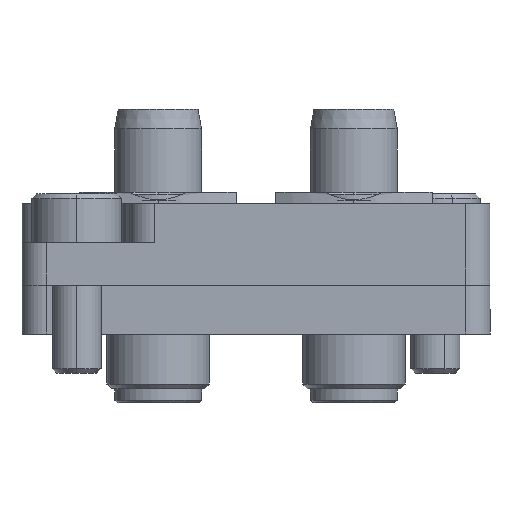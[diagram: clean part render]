
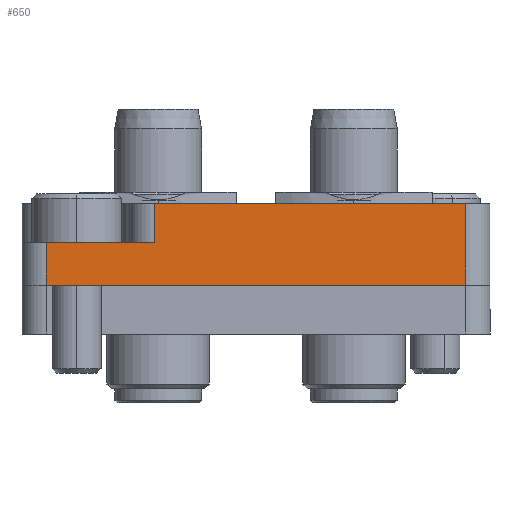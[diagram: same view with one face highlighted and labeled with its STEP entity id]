
A CAD part, front view. The second image highlights one B-rep face of the part: STEP entity #650.
In plain terms, the highlighted face is planar.
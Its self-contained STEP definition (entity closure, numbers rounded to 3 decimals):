
#69 = DIRECTION ( 'NONE',  ( 1., 0., 0. ) ) ;
#342 = CARTESIAN_POINT ( 'NONE',  ( 30., 2.6, 7.75 ) ) ;
#628 = EDGE_CURVE ( 'NONE', #1626, #8353, #1503, .T. ) ;
#650 = ADVANCED_FACE ( 'NONE', ( #2142 ), #872, .T. ) ;
#872 = PLANE ( 'NONE',  #7455 ) ;
#931 = CARTESIAN_POINT ( 'NONE',  ( 30., 5., 6.25 ) ) ;
#1484 = EDGE_LOOP ( 'NONE', ( #1896, #7931, #8658, #8763, #5448, #4352 ) ) ;
#1503 = LINE ( 'NONE', #8390, #6889 ) ;
#1568 = EDGE_CURVE ( 'NONE', #8353, #6666, #8162, .T. ) ;
#1626 = VERTEX_POINT ( 'NONE', #7445 ) ;
#1896 = ORIENTED_EDGE ( 'NONE', *, *, #628, .T. ) ;
#2142 = FACE_OUTER_BOUND ( 'NONE', #1484, .T. ) ;
#2230 = DIRECTION ( 'NONE',  ( 0., 0., -1. ) ) ;
#2276 = DIRECTION ( 'NONE',  ( 0., 1., 0. ) ) ;
#2288 = LINE ( 'NONE', #2877, #4921 ) ;
#2677 = CARTESIAN_POINT ( 'NONE',  ( 30., 2.6, 6.25 ) ) ;
#2877 = CARTESIAN_POINT ( 'NONE',  ( 30., 0., 12.85 ) ) ;
#3131 = EDGE_CURVE ( 'NONE', #5337, #6666, #6896, .T. ) ;
#3140 = CARTESIAN_POINT ( 'NONE',  ( 30., 2.6, 12.85 ) ) ;
#3170 = CARTESIAN_POINT ( 'NONE',  ( 30., 5., -12.85 ) ) ;
#3392 = CARTESIAN_POINT ( 'NONE',  ( 30., 5., 14.35 ) ) ;
#3660 = EDGE_CURVE ( 'NONE', #7157, #7925, #3767, .T. ) ;
#3767 = LINE ( 'NONE', #342, #5281 ) ;
#3946 = VECTOR ( 'NONE', #8239, 1000. ) ;
#4035 = CARTESIAN_POINT ( 'NONE',  ( 30., 5., -12.85 ) ) ;
#4352 = ORIENTED_EDGE ( 'NONE', *, *, #8186, .T. ) ;
#4459 = CARTESIAN_POINT ( 'NONE',  ( 30., 2.6, 6.25 ) ) ;
#4694 = VECTOR ( 'NONE', #6780, 1000. ) ;
#4921 = VECTOR ( 'NONE', #5636, 1000. ) ;
#5281 = VECTOR ( 'NONE', #7108, 1000. ) ;
#5337 = VERTEX_POINT ( 'NONE', #931 ) ;
#5448 = ORIENTED_EDGE ( 'NONE', *, *, #3660, .F. ) ;
#5636 = DIRECTION ( 'NONE',  ( 0., -1., 0. ) ) ;
#5789 = EDGE_CURVE ( 'NONE', #5337, #7925, #7160, .T. ) ;
#6666 = VERTEX_POINT ( 'NONE', #3170 ) ;
#6780 = DIRECTION ( 'NONE',  ( 0., 1., 0. ) ) ;
#6889 = VECTOR ( 'NONE', #2230, 1000. ) ;
#6896 = LINE ( 'NONE', #3392, #3946 ) ;
#7108 = DIRECTION ( 'NONE',  ( 0., 0., -1. ) ) ;
#7121 = DIRECTION ( 'NONE',  ( 0., -1., 0. ) ) ;
#7157 = VERTEX_POINT ( 'NONE', #3140 ) ;
#7160 = LINE ( 'NONE', #4459, #7369 ) ;
#7369 = VECTOR ( 'NONE', #7121, 1000. ) ;
#7414 = CARTESIAN_POINT ( 'NONE',  ( 30., 0., -12.85 ) ) ;
#7445 = CARTESIAN_POINT ( 'NONE',  ( 30., 0., 12.85 ) ) ;
#7455 = AXIS2_PLACEMENT_3D ( 'NONE', #8430, #69, #2276 ) ;
#7925 = VERTEX_POINT ( 'NONE', #2677 ) ;
#7931 = ORIENTED_EDGE ( 'NONE', *, *, #1568, .T. ) ;
#8162 = LINE ( 'NONE', #4035, #4694 ) ;
#8186 = EDGE_CURVE ( 'NONE', #7157, #1626, #2288, .T. ) ;
#8239 = DIRECTION ( 'NONE',  ( 0., 0., -1. ) ) ;
#8353 = VERTEX_POINT ( 'NONE', #7414 ) ;
#8390 = CARTESIAN_POINT ( 'NONE',  ( 30., 0., 14.35 ) ) ;
#8430 = CARTESIAN_POINT ( 'NONE',  ( 30., 5., 14.35 ) ) ;
#8658 = ORIENTED_EDGE ( 'NONE', *, *, #3131, .F. ) ;
#8763 = ORIENTED_EDGE ( 'NONE', *, *, #5789, .T. ) ;
